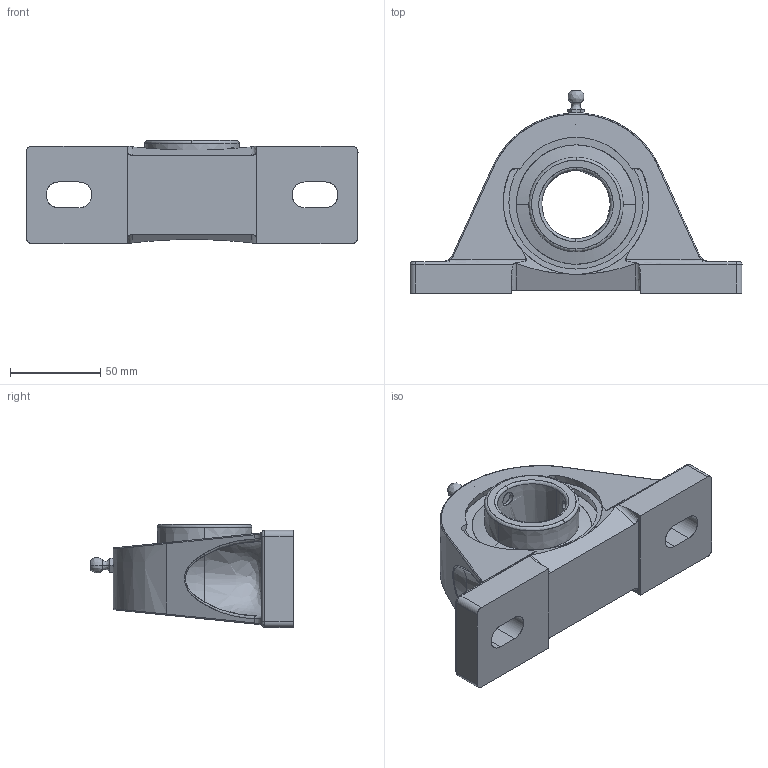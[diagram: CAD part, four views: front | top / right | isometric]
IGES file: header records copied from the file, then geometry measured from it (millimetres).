
Start section: SolidWorks IGES file using analytic representation for surfaces
Global section: file name: NPDEFAU05241117357904.igs; native system: SolidWorks 2010; preprocessor: SolidWorks 2010; author: partstream; date: 100524.111742; units: inch
Bounding box: 184.15 x 112.45 x 57.15 mm (x, y, z)
Surface area: 60342 mm2 (no closed solid volume)
Topology: 0 solids, 0 shells, 191 faces, 3221 edges, 3217 vertices
Faces by surface type: bspline 129, revolution 62
